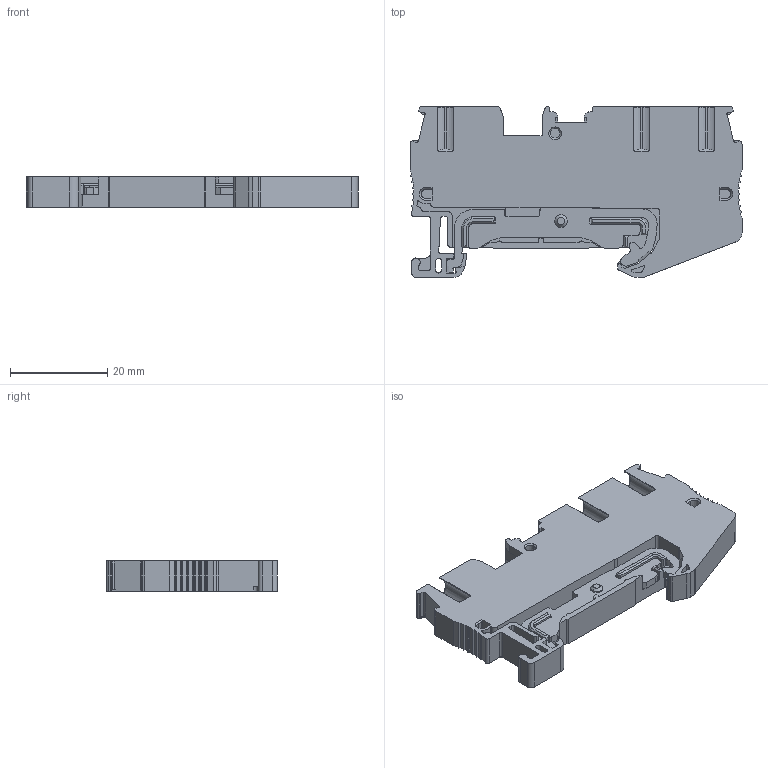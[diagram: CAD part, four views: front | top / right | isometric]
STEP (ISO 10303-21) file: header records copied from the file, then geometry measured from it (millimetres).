
FILE_DESCRIPTION((''),'2;1');
FILE_NAME('UJ6-412JD00','2022-11-29T15:17:30',('Administrator'),(''),'CREO PARAMETRIC BY PTC INC, 2016510','CREO PARAMETRIC BY PTC INC, 2016510','');
FILE_SCHEMA(('CONFIG_CONTROL_DESIGN','SHAPE_APPEARANCE_LAYERS_GROUPS'));
Length unit declared in the file: millimetre
Products named in the file (1): UJ6-412JD00
Bounding box: 68.4 x 35.2 x 6.2 mm (x, y, z)
Volume: 9057.7 mm3; surface area: 8908 mm2
Topology: 1 solids, 1 shells, 1028 faces, 3048 edges, 2024 vertices
Faces by surface type: plane 646, cylinder 337, cone 27, torus 14, bspline 4
Entity records: 45041 total; most frequent: CARTESIAN_POINT 6774, ORIENTED_EDGE 6084, DIRECTION 5731, PRESENTATION_STYLE_ASSIGNMENT 3130, STYLED_ITEM 3043, CURVE_STYLE 3042, EDGE_CURVE 3042, VECTOR 2113
